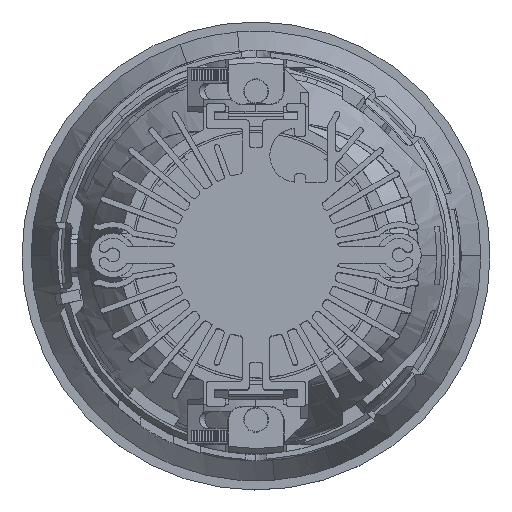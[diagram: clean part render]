
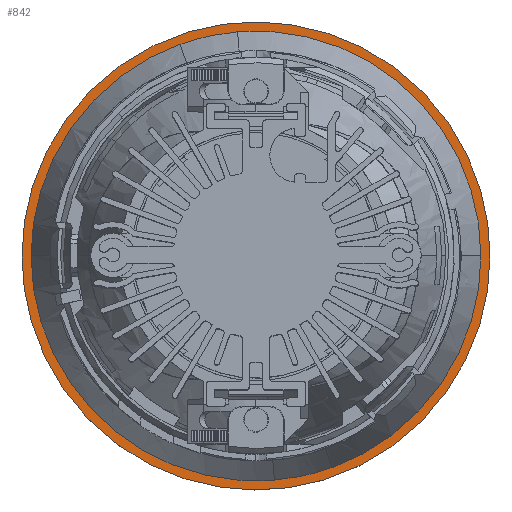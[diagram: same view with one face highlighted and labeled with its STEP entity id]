
A CAD part, top view. The second image highlights one B-rep face of the part: STEP entity #842.
In plain terms, the highlighted planar face has unit normal (0, 0, 1).
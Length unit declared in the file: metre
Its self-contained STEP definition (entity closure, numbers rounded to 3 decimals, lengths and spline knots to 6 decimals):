
#85=FACE_BOUND('',#2941,.T.);
#842=ADVANCED_FACE('',(#1861,#85),#17609,.T.);
#1861=FACE_OUTER_BOUND('',#2940,.T.);
#2940=EDGE_LOOP('',(#7297,#7298));
#2941=EDGE_LOOP('',(#7299,#7300,#7301,#7302,#7303,#7304));
#7297=ORIENTED_EDGE('',*,*,#11319,.F.);
#7298=ORIENTED_EDGE('',*,*,#11295,.F.);
#7299=ORIENTED_EDGE('',*,*,#11056,.F.);
#7300=ORIENTED_EDGE('',*,*,#11090,.F.);
#7301=ORIENTED_EDGE('',*,*,#11089,.F.);
#7302=ORIENTED_EDGE('',*,*,#11055,.F.);
#7303=ORIENTED_EDGE('',*,*,#11092,.F.);
#7304=ORIENTED_EDGE('',*,*,#11091,.F.);
#11055=EDGE_CURVE('',#16463,#16503,#12766,.T.);
#11056=EDGE_CURVE('',#16464,#16504,#12767,.T.);
#11089=EDGE_CURVE('',#16503,#16423,#12786,.T.);
#11090=EDGE_CURVE('',#16423,#16464,#12787,.T.);
#11091=EDGE_CURVE('',#16504,#16422,#12788,.T.);
#11092=EDGE_CURVE('',#16422,#16463,#12789,.T.);
#11295=EDGE_CURVE('',#16602,#16617,#12939,.T.);
#11319=EDGE_CURVE('',#16617,#16602,#12954,.T.);
#12766=(
BOUNDED_CURVE()
B_SPLINE_CURVE(2,(#33525,#33526,#33527),.UNSPECIFIED.,.F.,.F.)
B_SPLINE_CURVE_WITH_KNOTS((3,3),(-0.256649,-0.206581),
 .UNSPECIFIED.)
CURVE()
GEOMETRIC_REPRESENTATION_ITEM()
RATIONAL_B_SPLINE_CURVE((1.,0.818,1.))
REPRESENTATION_ITEM('')
);
#12767=(
BOUNDED_CURVE()
B_SPLINE_CURVE(2,(#33528,#33529,#33530),.UNSPECIFIED.,.F.,.F.)
B_SPLINE_CURVE_WITH_KNOTS((3,3),(-0.128325,-0.078256),
 .UNSPECIFIED.)
CURVE()
GEOMETRIC_REPRESENTATION_ITEM()
RATIONAL_B_SPLINE_CURVE((1.,0.818,1.))
REPRESENTATION_ITEM('')
);
#12786=(
BOUNDED_CURVE()
B_SPLINE_CURVE(2,(#33643,#33644,#33645,#33646,#33647),.UNSPECIFIED.,.F.,
 .F.)
B_SPLINE_CURVE_WITH_KNOTS((3,2,3),(-0.206581,-0.172821,
-0.139062),.UNSPECIFIED.)
CURVE()
GEOMETRIC_REPRESENTATION_ITEM()
RATIONAL_B_SPLINE_CURVE((1.,0.916,1.,0.916,1.))
REPRESENTATION_ITEM('')
);
#12787=(
BOUNDED_CURVE()
B_SPLINE_CURVE(2,(#33648,#33649,#33650),.UNSPECIFIED.,.F.,.F.)
B_SPLINE_CURVE_WITH_KNOTS((3,3),(-0.139062,-0.128325),
 .UNSPECIFIED.)
CURVE()
GEOMETRIC_REPRESENTATION_ITEM()
RATIONAL_B_SPLINE_CURVE((1.,0.991,1.))
REPRESENTATION_ITEM('')
);
#12788=(
BOUNDED_CURVE()
B_SPLINE_CURVE(2,(#33651,#33652,#33653,#33654,#33655),.UNSPECIFIED.,.F.,
 .F.)
B_SPLINE_CURVE_WITH_KNOTS((3,2,3),(-0.078256,-0.044497,
-0.010738),.UNSPECIFIED.)
CURVE()
GEOMETRIC_REPRESENTATION_ITEM()
RATIONAL_B_SPLINE_CURVE((1.,0.916,1.,0.916,1.))
REPRESENTATION_ITEM('')
);
#12789=(
BOUNDED_CURVE()
B_SPLINE_CURVE(2,(#33656,#33657,#33658),.UNSPECIFIED.,.F.,.F.)
B_SPLINE_CURVE_WITH_KNOTS((3,3),(-0.010738,0.),.UNSPECIFIED.)
CURVE()
GEOMETRIC_REPRESENTATION_ITEM()
RATIONAL_B_SPLINE_CURVE((1.,0.991,1.))
REPRESENTATION_ITEM('')
);
#12939=(
BOUNDED_CURVE()
B_SPLINE_CURVE(2,(#35019,#35020,#35021,#35022,#35023),.UNSPECIFIED.,.F.,
 .F.)
B_SPLINE_CURVE_WITH_KNOTS((3,2,3),(-0.267035,-0.200277,
-0.133518),.UNSPECIFIED.)
CURVE()
GEOMETRIC_REPRESENTATION_ITEM()
RATIONAL_B_SPLINE_CURVE((1.,0.707,1.,0.707,1.))
REPRESENTATION_ITEM('')
);
#12954=(
BOUNDED_CURVE()
B_SPLINE_CURVE(2,(#35092,#35093,#35094,#35095,#35096),.UNSPECIFIED.,.F.,
 .F.)
B_SPLINE_CURVE_WITH_KNOTS((3,2,3),(-0.133518,-0.066759,
0.),.UNSPECIFIED.)
CURVE()
GEOMETRIC_REPRESENTATION_ITEM()
RATIONAL_B_SPLINE_CURVE((1.,0.707,1.,0.707,1.))
REPRESENTATION_ITEM('')
);
#16422=VERTEX_POINT('',#33215);
#16423=VERTEX_POINT('',#33216);
#16463=VERTEX_POINT('',#33256);
#16464=VERTEX_POINT('',#33257);
#16503=VERTEX_POINT('',#33296);
#16504=VERTEX_POINT('',#33297);
#16602=VERTEX_POINT('',#33395);
#16617=VERTEX_POINT('',#33410);
#17609=PLANE('',#18708);
#18708=AXIS2_PLACEMENT_3D('',#32811,#19321,$);
#19321=DIRECTION('',(0.,0.,1.));
#32811=CARTESIAN_POINT('',(0.6522,0.6522,0.002));
#33215=CARTESIAN_POINT('',(0.003352,-0.040709,0.002));
#33216=CARTESIAN_POINT('',(-0.003352,0.040709,0.002));
#33256=CARTESIAN_POINT('',(0.013816,-0.03844,0.002));
#33257=CARTESIAN_POINT('',(-0.013816,0.03844,0.002));
#33296=CARTESIAN_POINT('',(0.040847,0.,0.002));
#33297=CARTESIAN_POINT('',(-0.040847,0.,0.002));
#33395=CARTESIAN_POINT('',(-0.0425,0.,0.002));
#33410=CARTESIAN_POINT('',(0.0425,0.,0.002));
#33525=CARTESIAN_POINT('',(0.013816,-0.03844,0.002));
#33526=CARTESIAN_POINT('',(0.040847,-0.028724,0.002));
#33527=CARTESIAN_POINT('',(0.040847,0.,0.002));
#33528=CARTESIAN_POINT('',(-0.013816,0.03844,0.002));
#33529=CARTESIAN_POINT('',(-0.040847,0.028724,0.002));
#33530=CARTESIAN_POINT('',(-0.040847,0.,0.002));
#33643=CARTESIAN_POINT('',(0.040847,0.,0.002));
#33644=CARTESIAN_POINT('',(0.040847,0.017911,0.002));
#33645=CARTESIAN_POINT('',(0.027673,0.030045,0.002));
#33646=CARTESIAN_POINT('',(0.014498,0.042179,0.002));
#33647=CARTESIAN_POINT('',(-0.003352,0.040709,0.002));
#33648=CARTESIAN_POINT('',(-0.003352,0.040709,0.002));
#33649=CARTESIAN_POINT('',(-0.008734,0.040266,0.002));
#33650=CARTESIAN_POINT('',(-0.013816,0.03844,0.002));
#33651=CARTESIAN_POINT('',(-0.040847,0.,0.002));
#33652=CARTESIAN_POINT('',(-0.040847,-0.017911,0.002));
#33653=CARTESIAN_POINT('',(-0.027673,-0.030045,0.002));
#33654=CARTESIAN_POINT('',(-0.014498,-0.042179,0.002));
#33655=CARTESIAN_POINT('',(0.003352,-0.040709,0.002));
#33656=CARTESIAN_POINT('',(0.003352,-0.040709,0.002));
#33657=CARTESIAN_POINT('',(0.008734,-0.040266,0.002));
#33658=CARTESIAN_POINT('',(0.013816,-0.03844,0.002));
#35019=CARTESIAN_POINT('',(-0.0425,0.,0.002));
#35020=CARTESIAN_POINT('',(-0.0425,0.0425,0.002));
#35021=CARTESIAN_POINT('',(0.,0.0425,0.002));
#35022=CARTESIAN_POINT('',(0.0425,0.0425,0.002));
#35023=CARTESIAN_POINT('',(0.0425,0.,0.002));
#35092=CARTESIAN_POINT('',(0.0425,0.,0.002));
#35093=CARTESIAN_POINT('',(0.0425,-0.0425,0.002));
#35094=CARTESIAN_POINT('',(0.,-0.0425,0.002));
#35095=CARTESIAN_POINT('',(-0.0425,-0.0425,0.002));
#35096=CARTESIAN_POINT('',(-0.0425,0.,0.002));
